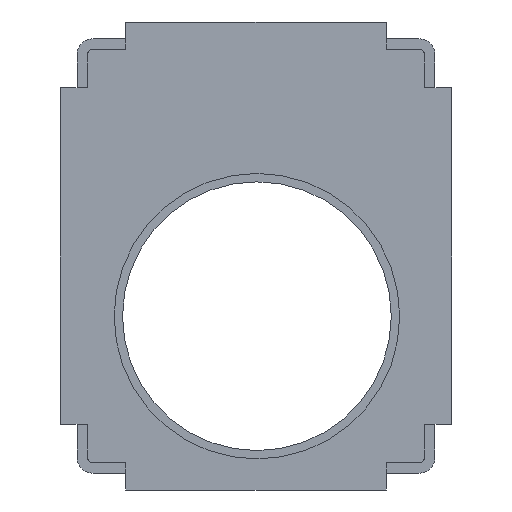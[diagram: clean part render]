
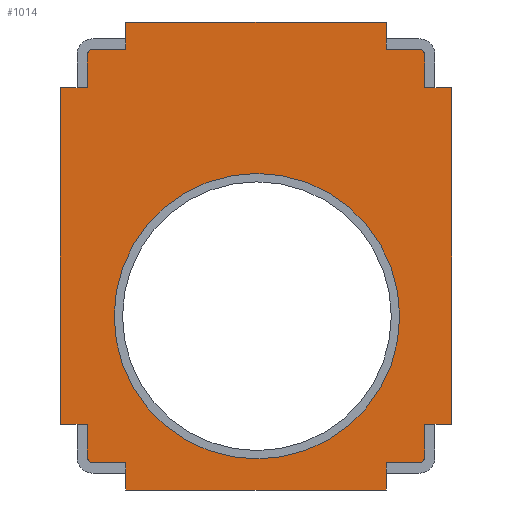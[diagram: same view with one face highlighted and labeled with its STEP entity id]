
A CAD part, front view. The second image highlights one B-rep face of the part: STEP entity #1014.
In plain terms, the highlighted planar face has unit normal (0, -1, 0).
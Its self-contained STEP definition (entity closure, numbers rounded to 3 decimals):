
#17=FACE_BOUND('',#156,.T.);
#18=CIRCLE('',#1041,1.);
#21=CIRCLE('',#1051,1.);
#24=CIRCLE('',#1060,1.);
#27=CIRCLE('',#1068,1.);
#30=CIRCLE('',#1075,25.5);
#100=FACE_OUTER_BOUND('',#155,.T.);
#155=EDGE_LOOP('',(#886,#887,#888,#889,#890,#891,#892,#893,#894,#895,#896,
#897,#898,#899,#900,#901,#902,#903,#904,#905,#906,#907,#908,#909,#910,#911,
#912,#913,#914,#915,#916,#917));
#156=EDGE_LOOP('',(#918));
#157=LINE('',#1385,#279);
#161=LINE('',#1393,#283);
#165=LINE('',#1405,#287);
#168=LINE('',#1411,#290);
#173=LINE('',#1424,#295);
#177=LINE('',#1433,#299);
#181=LINE('',#1441,#303);
#185=LINE('',#1452,#307);
#189=LINE('',#1463,#311);
#193=LINE('',#1472,#315);
#197=LINE('',#1480,#319);
#201=LINE('',#1491,#323);
#205=LINE('',#1502,#327);
#209=LINE('',#1510,#331);
#213=LINE('',#1522,#335);
#216=LINE('',#1528,#338);
#223=LINE('',#1553,#345);
#232=LINE('',#1573,#354);
#235=LINE('',#1579,#357);
#238=LINE('',#1584,#360);
#246=LINE('',#1602,#368);
#249=LINE('',#1608,#371);
#252=LINE('',#1613,#374);
#260=LINE('',#1631,#382);
#263=LINE('',#1637,#385);
#266=LINE('',#1642,#388);
#274=LINE('',#1660,#396);
#277=LINE('',#1665,#399);
#279=VECTOR('',#1115,10.);
#283=VECTOR('',#1121,10.);
#287=VECTOR('',#1133,10.);
#290=VECTOR('',#1138,10.);
#295=VECTOR('',#1149,10.);
#299=VECTOR('',#1155,10.);
#303=VECTOR('',#1161,10.);
#307=VECTOR('',#1173,10.);
#311=VECTOR('',#1183,10.);
#315=VECTOR('',#1189,10.);
#319=VECTOR('',#1195,10.);
#323=VECTOR('',#1207,10.);
#327=VECTOR('',#1217,10.);
#331=VECTOR('',#1223,10.);
#335=VECTOR('',#1235,10.);
#338=VECTOR('',#1240,10.);
#345=VECTOR('',#1267,10.);
#354=VECTOR('',#1286,10.);
#357=VECTOR('',#1291,10.);
#360=VECTOR('',#1296,10.);
#368=VECTOR('',#1314,10.);
#371=VECTOR('',#1319,10.);
#374=VECTOR('',#1324,10.);
#382=VECTOR('',#1342,10.);
#385=VECTOR('',#1347,10.);
#388=VECTOR('',#1352,10.);
#396=VECTOR('',#1370,10.);
#399=VECTOR('',#1375,10.);
#401=VERTEX_POINT('',#1383);
#402=VERTEX_POINT('',#1384);
#405=VERTEX_POINT('',#1392);
#407=VERTEX_POINT('',#1398);
#409=VERTEX_POINT('',#1404);
#411=VERTEX_POINT('',#1410);
#415=VERTEX_POINT('',#1422);
#416=VERTEX_POINT('',#1423);
#419=VERTEX_POINT('',#1431);
#420=VERTEX_POINT('',#1432);
#423=VERTEX_POINT('',#1440);
#425=VERTEX_POINT('',#1446);
#429=VERTEX_POINT('',#1461);
#430=VERTEX_POINT('',#1462);
#433=VERTEX_POINT('',#1470);
#434=VERTEX_POINT('',#1471);
#437=VERTEX_POINT('',#1479);
#439=VERTEX_POINT('',#1485);
#443=VERTEX_POINT('',#1500);
#444=VERTEX_POINT('',#1501);
#447=VERTEX_POINT('',#1509);
#449=VERTEX_POINT('',#1515);
#451=VERTEX_POINT('',#1521);
#453=VERTEX_POINT('',#1527);
#457=VERTEX_POINT('',#1539);
#461=VERTEX_POINT('',#1552);
#467=VERTEX_POINT('',#1572);
#469=VERTEX_POINT('',#1578);
#475=VERTEX_POINT('',#1601);
#477=VERTEX_POINT('',#1607);
#483=VERTEX_POINT('',#1630);
#485=VERTEX_POINT('',#1636);
#491=VERTEX_POINT('',#1659);
#493=EDGE_CURVE('',#401,#402,#157,.T.);
#497=EDGE_CURVE('',#402,#405,#161,.T.);
#500=EDGE_CURVE('',#405,#407,#18,.T.);
#503=EDGE_CURVE('',#407,#409,#165,.T.);
#506=EDGE_CURVE('',#409,#411,#168,.T.);
#512=EDGE_CURVE('',#415,#416,#173,.T.);
#516=EDGE_CURVE('',#419,#420,#177,.T.);
#520=EDGE_CURVE('',#420,#423,#181,.T.);
#523=EDGE_CURVE('',#423,#425,#21,.T.);
#526=EDGE_CURVE('',#425,#415,#185,.T.);
#531=EDGE_CURVE('',#429,#430,#189,.T.);
#535=EDGE_CURVE('',#433,#434,#193,.T.);
#539=EDGE_CURVE('',#434,#437,#197,.T.);
#542=EDGE_CURVE('',#437,#439,#24,.T.);
#545=EDGE_CURVE('',#439,#429,#201,.T.);
#550=EDGE_CURVE('',#443,#444,#205,.T.);
#554=EDGE_CURVE('',#444,#447,#209,.T.);
#557=EDGE_CURVE('',#447,#449,#27,.T.);
#560=EDGE_CURVE('',#449,#451,#213,.T.);
#563=EDGE_CURVE('',#451,#453,#216,.T.);
#569=EDGE_CURVE('',#457,#457,#30,.T.);
#575=EDGE_CURVE('',#401,#461,#223,.T.);
#585=EDGE_CURVE('',#467,#411,#232,.T.);
#588=EDGE_CURVE('',#469,#467,#235,.T.);
#591=EDGE_CURVE('',#419,#469,#238,.T.);
#600=EDGE_CURVE('',#475,#416,#246,.T.);
#603=EDGE_CURVE('',#477,#475,#249,.T.);
#606=EDGE_CURVE('',#443,#477,#252,.T.);
#615=EDGE_CURVE('',#483,#453,#260,.T.);
#618=EDGE_CURVE('',#485,#483,#263,.T.);
#621=EDGE_CURVE('',#433,#485,#266,.T.);
#630=EDGE_CURVE('',#491,#430,#274,.T.);
#633=EDGE_CURVE('',#461,#491,#277,.T.);
#886=ORIENTED_EDGE('',*,*,#506,.T.);
#887=ORIENTED_EDGE('',*,*,#585,.F.);
#888=ORIENTED_EDGE('',*,*,#588,.F.);
#889=ORIENTED_EDGE('',*,*,#591,.F.);
#890=ORIENTED_EDGE('',*,*,#516,.T.);
#891=ORIENTED_EDGE('',*,*,#520,.T.);
#892=ORIENTED_EDGE('',*,*,#523,.T.);
#893=ORIENTED_EDGE('',*,*,#526,.T.);
#894=ORIENTED_EDGE('',*,*,#512,.T.);
#895=ORIENTED_EDGE('',*,*,#600,.F.);
#896=ORIENTED_EDGE('',*,*,#603,.F.);
#897=ORIENTED_EDGE('',*,*,#606,.F.);
#898=ORIENTED_EDGE('',*,*,#550,.T.);
#899=ORIENTED_EDGE('',*,*,#554,.T.);
#900=ORIENTED_EDGE('',*,*,#557,.T.);
#901=ORIENTED_EDGE('',*,*,#560,.T.);
#902=ORIENTED_EDGE('',*,*,#563,.T.);
#903=ORIENTED_EDGE('',*,*,#615,.F.);
#904=ORIENTED_EDGE('',*,*,#618,.F.);
#905=ORIENTED_EDGE('',*,*,#621,.F.);
#906=ORIENTED_EDGE('',*,*,#535,.T.);
#907=ORIENTED_EDGE('',*,*,#539,.T.);
#908=ORIENTED_EDGE('',*,*,#542,.T.);
#909=ORIENTED_EDGE('',*,*,#545,.T.);
#910=ORIENTED_EDGE('',*,*,#531,.T.);
#911=ORIENTED_EDGE('',*,*,#630,.F.);
#912=ORIENTED_EDGE('',*,*,#633,.F.);
#913=ORIENTED_EDGE('',*,*,#575,.F.);
#914=ORIENTED_EDGE('',*,*,#493,.T.);
#915=ORIENTED_EDGE('',*,*,#497,.T.);
#916=ORIENTED_EDGE('',*,*,#500,.T.);
#917=ORIENTED_EDGE('',*,*,#503,.T.);
#918=ORIENTED_EDGE('',*,*,#569,.T.);
#961=PLANE('',#1110);
#1014=ADVANCED_FACE('',(#100,#17),#961,.F.);
#1041=AXIS2_PLACEMENT_3D('',#1399,#1126,#1127);
#1051=AXIS2_PLACEMENT_3D('',#1447,#1166,#1167);
#1060=AXIS2_PLACEMENT_3D('',#1486,#1200,#1201);
#1068=AXIS2_PLACEMENT_3D('',#1516,#1228,#1229);
#1075=AXIS2_PLACEMENT_3D('',#1540,#1251,#1252);
#1110=AXIS2_PLACEMENT_3D('',#1668,#1379,#1380);
#1115=DIRECTION('',(0.,0.,1.));
#1121=DIRECTION('',(1.,0.,0.));
#1126=DIRECTION('center_axis',(0.,-1.,0.));
#1127=DIRECTION('ref_axis',(0.,0.,1.));
#1133=DIRECTION('',(0.,0.,1.));
#1138=DIRECTION('',(1.,0.,0.));
#1149=DIRECTION('',(0.,0.,1.));
#1155=DIRECTION('',(-1.,0.,0.));
#1161=DIRECTION('',(0.,0.,1.));
#1166=DIRECTION('center_axis',(0.,-1.,0.));
#1167=DIRECTION('ref_axis',(-1.,0.,0.));
#1173=DIRECTION('',(-1.,0.,0.));
#1183=DIRECTION('',(0.,0.,-1.));
#1189=DIRECTION('',(1.,0.,0.));
#1195=DIRECTION('',(0.,0.,-1.));
#1200=DIRECTION('center_axis',(0.,-1.,0.));
#1201=DIRECTION('ref_axis',(1.,0.,0.));
#1207=DIRECTION('',(1.,0.,0.));
#1217=DIRECTION('',(0.,0.,-1.));
#1223=DIRECTION('',(-1.,0.,0.));
#1228=DIRECTION('center_axis',(0.,-1.,0.));
#1229=DIRECTION('ref_axis',(0.,0.,-1.));
#1235=DIRECTION('',(0.,0.,-1.));
#1240=DIRECTION('',(-1.,0.,0.));
#1251=DIRECTION('center_axis',(0.,1.,0.));
#1252=DIRECTION('ref_axis',(1.,0.,0.));
#1267=DIRECTION('',(0.,0.,-1.));
#1286=DIRECTION('',(-1.,0.,0.));
#1291=DIRECTION('',(0.,0.,-1.));
#1296=DIRECTION('',(1.,0.,0.));
#1314=DIRECTION('',(0.,0.,-1.));
#1319=DIRECTION('',(1.,0.,0.));
#1324=DIRECTION('',(0.,0.,1.));
#1342=DIRECTION('',(1.,0.,0.));
#1347=DIRECTION('',(0.,0.,1.));
#1352=DIRECTION('',(-1.,0.,0.));
#1370=DIRECTION('',(0.,0.,1.));
#1375=DIRECTION('',(-1.,0.,0.));
#1379=DIRECTION('center_axis',(0.,1.,0.));
#1380=DIRECTION('ref_axis',(0.,0.,1.));
#1383=CARTESIAN_POINT('',(-5.86,0.,-80.59));
#1384=CARTESIAN_POINT('',(-5.86,0.,-78.73));
#1385=CARTESIAN_POINT('',(-5.86,0.,-60.263));
#1392=CARTESIAN_POINT('',(0.,0.,-78.73));
#1393=CARTESIAN_POINT('',(-14.555,0.,-78.73));
#1398=CARTESIAN_POINT('',(1.,0.,-77.73));
#1399=CARTESIAN_POINT('Origin',(0.,0.,-77.73));
#1404=CARTESIAN_POINT('',(1.,0.,-71.87));
#1405=CARTESIAN_POINT('',(1.,0.,-56.833));
#1410=CARTESIAN_POINT('',(2.86,0.,-71.87));
#1411=CARTESIAN_POINT('',(-13.125,0.,-71.87));
#1422=CARTESIAN_POINT('',(-5.86,0.,-4.86));
#1423=CARTESIAN_POINT('',(-5.86,0.,-3.));
#1424=CARTESIAN_POINT('',(-5.86,0.,-22.398));
#1431=CARTESIAN_POINT('',(2.86,0.,-11.72));
#1432=CARTESIAN_POINT('',(1.,0.,-11.72));
#1433=CARTESIAN_POINT('',(-14.055,0.,-11.72));
#1440=CARTESIAN_POINT('',(1.,0.,-5.86));
#1441=CARTESIAN_POINT('',(1.,0.,-23.828));
#1446=CARTESIAN_POINT('',(0.,0.,-4.86));
#1447=CARTESIAN_POINT('Origin',(0.,0.,-5.86));
#1452=CARTESIAN_POINT('',(-17.485,0.,-4.86));
#1461=CARTESIAN_POINT('',(-52.36,0.,-78.73));
#1462=CARTESIAN_POINT('',(-52.36,0.,-80.59));
#1463=CARTESIAN_POINT('',(-52.36,0.,-61.193));
#1470=CARTESIAN_POINT('',(-61.08,0.,-71.87));
#1471=CARTESIAN_POINT('',(-59.22,0.,-71.87));
#1472=CARTESIAN_POINT('',(-44.165,0.,-71.87));
#1479=CARTESIAN_POINT('',(-59.22,0.,-77.73));
#1480=CARTESIAN_POINT('',(-59.22,0.,-59.763));
#1485=CARTESIAN_POINT('',(-58.22,0.,-78.73));
#1486=CARTESIAN_POINT('Origin',(-58.22,0.,-77.73));
#1491=CARTESIAN_POINT('',(-40.735,0.,-78.73));
#1500=CARTESIAN_POINT('',(-52.36,0.,-3.));
#1501=CARTESIAN_POINT('',(-52.36,0.,-4.86));
#1502=CARTESIAN_POINT('',(-52.36,0.,-23.328));
#1509=CARTESIAN_POINT('',(-58.22,0.,-4.86));
#1510=CARTESIAN_POINT('',(-43.665,0.,-4.86));
#1515=CARTESIAN_POINT('',(-59.22,0.,-5.86));
#1516=CARTESIAN_POINT('Origin',(-58.22,0.,-5.86));
#1521=CARTESIAN_POINT('',(-59.22,0.,-11.72));
#1522=CARTESIAN_POINT('',(-59.22,0.,-26.758));
#1527=CARTESIAN_POINT('',(-61.08,0.,-11.72));
#1528=CARTESIAN_POINT('',(-45.095,0.,-11.72));
#1539=CARTESIAN_POINT('',(-54.447,0.,-52.547));
#1540=CARTESIAN_POINT('Origin',(-28.947,0.,-52.547));
#1552=CARTESIAN_POINT('',(-5.86,0.,-83.59));
#1553=CARTESIAN_POINT('',(-5.86,0.,-80.59));
#1572=CARTESIAN_POINT('',(5.86,0.,-71.87));
#1573=CARTESIAN_POINT('',(5.86,0.,-71.87));
#1578=CARTESIAN_POINT('',(5.86,0.,-11.72));
#1579=CARTESIAN_POINT('',(5.86,0.,-11.72));
#1584=CARTESIAN_POINT('',(2.86,0.,-11.72));
#1601=CARTESIAN_POINT('',(-5.86,0.,0.));
#1602=CARTESIAN_POINT('',(-5.86,0.,0.));
#1607=CARTESIAN_POINT('',(-52.36,0.,0.));
#1608=CARTESIAN_POINT('',(-52.36,0.,0.));
#1613=CARTESIAN_POINT('',(-52.36,0.,-3.));
#1630=CARTESIAN_POINT('',(-64.08,0.,-11.72));
#1631=CARTESIAN_POINT('',(-64.08,0.,-11.72));
#1636=CARTESIAN_POINT('',(-64.08,0.,-71.87));
#1637=CARTESIAN_POINT('',(-64.08,0.,-71.87));
#1642=CARTESIAN_POINT('',(-61.08,0.,-71.87));
#1659=CARTESIAN_POINT('',(-52.36,0.,-83.59));
#1660=CARTESIAN_POINT('',(-52.36,0.,-83.59));
#1665=CARTESIAN_POINT('',(-5.86,0.,-83.59));
#1668=CARTESIAN_POINT('Origin',(-29.11,0.,-41.795));
